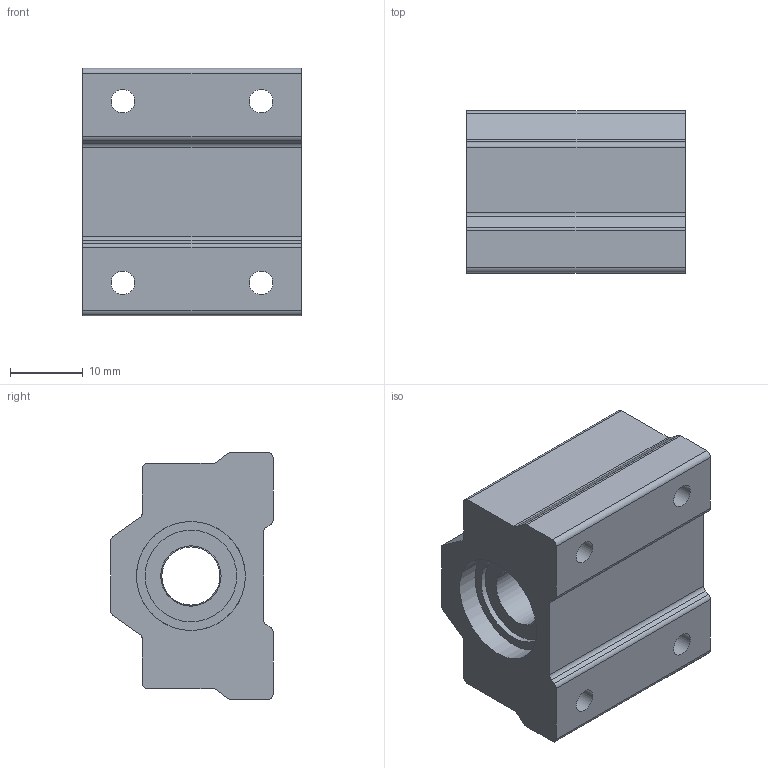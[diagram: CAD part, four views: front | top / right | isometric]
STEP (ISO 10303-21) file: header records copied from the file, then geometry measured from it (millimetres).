
FILE_DESCRIPTION(/* description */ (''),/* implementation_level */ '2;1');
FILE_NAME(/* name */ 'LM8UU_Bearing_Assembly.stp',/* time_stamp */ '2018-12-11T09:14:50+01:00',/* author */ ('wschuitmaker'),/* organization */ (''),/* preprocessor_version */ 'ST-DEVELOPER v17',/* originating_system */ 'Autodesk Inventor 2019',/* authorisation */ '');
FILE_SCHEMA (('AUTOMOTIVE_DESIGN { 1 0 10303 214 3 1 1 }'));
Length unit declared in the file: millimetre
Products named in the file (3): LM8UU_Bearing_Assembly; LM8UU_Bearing_Block_AEPART; LM8UU
Assembly tree (2 placements, depth 2):
  LM8UU_Bearing_Assembly
    LM8UU_Bearing_Block_AEPART
    LM8UU
Bounding box: 30 x 22.3 x 34 mm (x, y, z)
Volume: 15537.2 mm3; surface area: 8235.1 mm2
Topology: 2 solids, 2 shells, 57 faces, 161 edges, 114 vertices
Faces by surface type: cylinder 29, plane 26, cone 2
Full cylindrical faces by diameter (mm): 3.242 x4, 8 x1, 12.6 x2, 14.2 x2, 15 x4
Entity records: 2076 total; most frequent: DIRECTION 367, CARTESIAN_POINT 337, ORIENTED_EDGE 322, EDGE_CURVE 161, AXIS2_PLACEMENT_3D 144, VERTEX_POINT 114, CIRCLE 82, LINE 79
